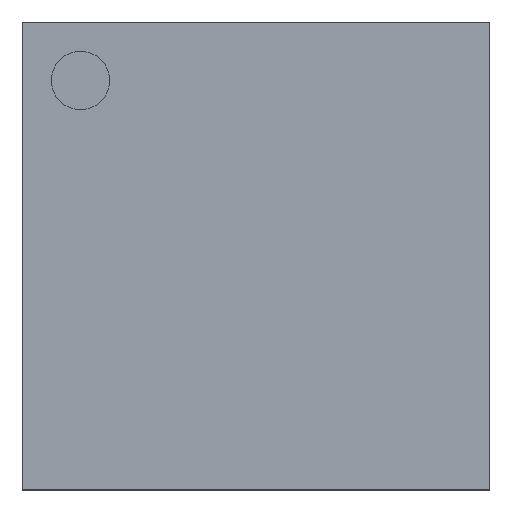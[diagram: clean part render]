
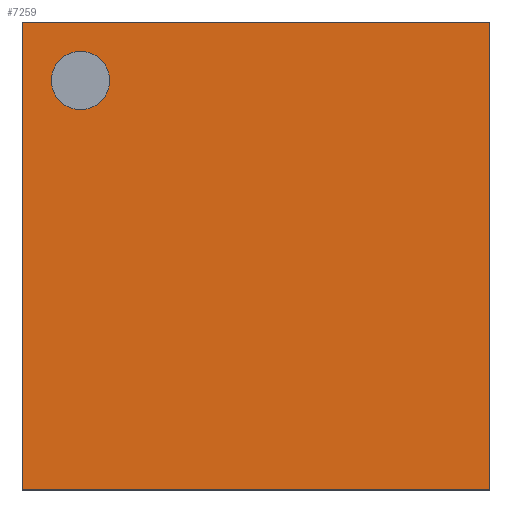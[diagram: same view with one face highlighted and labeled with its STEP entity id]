
A CAD part, top view. The second image highlights one B-rep face of the part: STEP entity #7259.
In plain terms, the highlighted planar face has unit normal (0, 0, 1).
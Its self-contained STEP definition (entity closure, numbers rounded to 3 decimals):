
#7070 = VERTEX_POINT('',#7071);
#7071 = CARTESIAN_POINT('',(-5.,-5.,0.6));
#7078 = PLANE('',#7079);
#7079 = AXIS2_PLACEMENT_3D('',#7080,#7081,#7082);
#7080 = CARTESIAN_POINT('',(-5.,-5.,0.28));
#7081 = DIRECTION('',(1.,0.,0.));
#7082 = DIRECTION('',(0.,0.,1.));
#7090 = PLANE('',#7091);
#7091 = AXIS2_PLACEMENT_3D('',#7092,#7093,#7094);
#7092 = CARTESIAN_POINT('',(-5.,-5.,0.28));
#7093 = DIRECTION('',(0.,1.,0.));
#7094 = DIRECTION('',(0.,0.,1.));
#7131 = VERTEX_POINT('',#7132);
#7132 = CARTESIAN_POINT('',(-5.,5.,0.6));
#7146 = PLANE('',#7147);
#7147 = AXIS2_PLACEMENT_3D('',#7148,#7149,#7150);
#7148 = CARTESIAN_POINT('',(-5.,5.,0.28));
#7149 = DIRECTION('',(0.,1.,0.));
#7150 = DIRECTION('',(0.,0.,1.));
#7158 = EDGE_CURVE('',#7070,#7131,#7159,.T.);
#7159 = SURFACE_CURVE('',#7160,(#7164,#7171),.PCURVE_S1.);
#7160 = LINE('',#7161,#7162);
#7161 = CARTESIAN_POINT('',(-5.,-5.,0.6));
#7162 = VECTOR('',#7163,1.);
#7163 = DIRECTION('',(0.,1.,0.));
#7164 = PCURVE('',#7078,#7165);
#7165 = DEFINITIONAL_REPRESENTATION('',(#7166),#7170);
#7166 = LINE('',#7167,#7168);
#7167 = CARTESIAN_POINT('',(0.32,0.));
#7168 = VECTOR('',#7169,1.);
#7169 = DIRECTION('',(0.,-1.));
#7170 = ( GEOMETRIC_REPRESENTATION_CONTEXT(2) 
PARAMETRIC_REPRESENTATION_CONTEXT() REPRESENTATION_CONTEXT('2D SPACE',''
  ) );
#7171 = PCURVE('',#7172,#7177);
#7172 = PLANE('',#7173);
#7173 = AXIS2_PLACEMENT_3D('',#7174,#7175,#7176);
#7174 = CARTESIAN_POINT('',(-5.,-5.,0.6));
#7175 = DIRECTION('',(0.,0.,1.));
#7176 = DIRECTION('',(1.,0.,0.));
#7177 = DEFINITIONAL_REPRESENTATION('',(#7178),#7182);
#7178 = LINE('',#7179,#7180);
#7179 = CARTESIAN_POINT('',(0.,0.));
#7180 = VECTOR('',#7181,1.);
#7181 = DIRECTION('',(0.,1.));
#7182 = ( GEOMETRIC_REPRESENTATION_CONTEXT(2) 
PARAMETRIC_REPRESENTATION_CONTEXT() REPRESENTATION_CONTEXT('2D SPACE',''
  ) );
#7211 = EDGE_CURVE('',#7070,#7212,#7214,.T.);
#7212 = VERTEX_POINT('',#7213);
#7213 = CARTESIAN_POINT('',(5.,-5.,0.6));
#7214 = SURFACE_CURVE('',#7215,(#7219,#7226),.PCURVE_S1.);
#7215 = LINE('',#7216,#7217);
#7216 = CARTESIAN_POINT('',(-5.,-5.,0.6));
#7217 = VECTOR('',#7218,1.);
#7218 = DIRECTION('',(1.,0.,0.));
#7219 = PCURVE('',#7090,#7220);
#7220 = DEFINITIONAL_REPRESENTATION('',(#7221),#7225);
#7221 = LINE('',#7222,#7223);
#7222 = CARTESIAN_POINT('',(0.32,0.));
#7223 = VECTOR('',#7224,1.);
#7224 = DIRECTION('',(0.,1.));
#7225 = ( GEOMETRIC_REPRESENTATION_CONTEXT(2) 
PARAMETRIC_REPRESENTATION_CONTEXT() REPRESENTATION_CONTEXT('2D SPACE',''
  ) );
#7226 = PCURVE('',#7172,#7227);
#7227 = DEFINITIONAL_REPRESENTATION('',(#7228),#7232);
#7228 = LINE('',#7229,#7230);
#7229 = CARTESIAN_POINT('',(0.,0.));
#7230 = VECTOR('',#7231,1.);
#7231 = DIRECTION('',(1.,0.));
#7232 = ( GEOMETRIC_REPRESENTATION_CONTEXT(2) 
PARAMETRIC_REPRESENTATION_CONTEXT() REPRESENTATION_CONTEXT('2D SPACE',''
  ) );
#7248 = PLANE('',#7249);
#7249 = AXIS2_PLACEMENT_3D('',#7250,#7251,#7252);
#7250 = CARTESIAN_POINT('',(5.,-5.,0.28));
#7251 = DIRECTION('',(1.,0.,0.));
#7252 = DIRECTION('',(0.,0.,1.));
#7259 = ADVANCED_FACE('',(#7260,#7308),#7172,.T.);
#7260 = FACE_BOUND('',#7261,.T.);
#7261 = EDGE_LOOP('',(#7262,#7263,#7264,#7287));
#7262 = ORIENTED_EDGE('',*,*,#7158,.F.);
#7263 = ORIENTED_EDGE('',*,*,#7211,.T.);
#7264 = ORIENTED_EDGE('',*,*,#7265,.T.);
#7265 = EDGE_CURVE('',#7212,#7266,#7268,.T.);
#7266 = VERTEX_POINT('',#7267);
#7267 = CARTESIAN_POINT('',(5.,5.,0.6));
#7268 = SURFACE_CURVE('',#7269,(#7273,#7280),.PCURVE_S1.);
#7269 = LINE('',#7270,#7271);
#7270 = CARTESIAN_POINT('',(5.,-5.,0.6));
#7271 = VECTOR('',#7272,1.);
#7272 = DIRECTION('',(0.,1.,0.));
#7273 = PCURVE('',#7172,#7274);
#7274 = DEFINITIONAL_REPRESENTATION('',(#7275),#7279);
#7275 = LINE('',#7276,#7277);
#7276 = CARTESIAN_POINT('',(10.,0.));
#7277 = VECTOR('',#7278,1.);
#7278 = DIRECTION('',(0.,1.));
#7279 = ( GEOMETRIC_REPRESENTATION_CONTEXT(2) 
PARAMETRIC_REPRESENTATION_CONTEXT() REPRESENTATION_CONTEXT('2D SPACE',''
  ) );
#7280 = PCURVE('',#7248,#7281);
#7281 = DEFINITIONAL_REPRESENTATION('',(#7282),#7286);
#7282 = LINE('',#7283,#7284);
#7283 = CARTESIAN_POINT('',(0.32,0.));
#7284 = VECTOR('',#7285,1.);
#7285 = DIRECTION('',(0.,-1.));
#7286 = ( GEOMETRIC_REPRESENTATION_CONTEXT(2) 
PARAMETRIC_REPRESENTATION_CONTEXT() REPRESENTATION_CONTEXT('2D SPACE',''
  ) );
#7287 = ORIENTED_EDGE('',*,*,#7288,.F.);
#7288 = EDGE_CURVE('',#7131,#7266,#7289,.T.);
#7289 = SURFACE_CURVE('',#7290,(#7294,#7301),.PCURVE_S1.);
#7290 = LINE('',#7291,#7292);
#7291 = CARTESIAN_POINT('',(-5.,5.,0.6));
#7292 = VECTOR('',#7293,1.);
#7293 = DIRECTION('',(1.,0.,0.));
#7294 = PCURVE('',#7172,#7295);
#7295 = DEFINITIONAL_REPRESENTATION('',(#7296),#7300);
#7296 = LINE('',#7297,#7298);
#7297 = CARTESIAN_POINT('',(0.,10.));
#7298 = VECTOR('',#7299,1.);
#7299 = DIRECTION('',(1.,0.));
#7300 = ( GEOMETRIC_REPRESENTATION_CONTEXT(2) 
PARAMETRIC_REPRESENTATION_CONTEXT() REPRESENTATION_CONTEXT('2D SPACE',''
  ) );
#7301 = PCURVE('',#7146,#7302);
#7302 = DEFINITIONAL_REPRESENTATION('',(#7303),#7307);
#7303 = LINE('',#7304,#7305);
#7304 = CARTESIAN_POINT('',(0.32,0.));
#7305 = VECTOR('',#7306,1.);
#7306 = DIRECTION('',(0.,1.));
#7307 = ( GEOMETRIC_REPRESENTATION_CONTEXT(2) 
PARAMETRIC_REPRESENTATION_CONTEXT() REPRESENTATION_CONTEXT('2D SPACE',''
  ) );
#7308 = FACE_BOUND('',#7309,.T.);
#7309 = EDGE_LOOP('',(#7310));
#7310 = ORIENTED_EDGE('',*,*,#7311,.F.);
#7311 = EDGE_CURVE('',#7312,#7312,#7314,.T.);
#7312 = VERTEX_POINT('',#7313);
#7313 = CARTESIAN_POINT('',(-3.125,3.75,0.6));
#7314 = SURFACE_CURVE('',#7315,(#7320,#7327),.PCURVE_S1.);
#7315 = CIRCLE('',#7316,0.625);
#7316 = AXIS2_PLACEMENT_3D('',#7317,#7318,#7319);
#7317 = CARTESIAN_POINT('',(-3.75,3.75,0.6));
#7318 = DIRECTION('',(0.,0.,1.));
#7319 = DIRECTION('',(1.,0.,0.));
#7320 = PCURVE('',#7172,#7321);
#7321 = DEFINITIONAL_REPRESENTATION('',(#7322),#7326);
#7322 = CIRCLE('',#7323,0.625);
#7323 = AXIS2_PLACEMENT_2D('',#7324,#7325);
#7324 = CARTESIAN_POINT('',(1.25,8.75));
#7325 = DIRECTION('',(1.,0.));
#7326 = ( GEOMETRIC_REPRESENTATION_CONTEXT(2) 
PARAMETRIC_REPRESENTATION_CONTEXT() REPRESENTATION_CONTEXT('2D SPACE',''
  ) );
#7327 = PCURVE('',#7328,#7333);
#7328 = CYLINDRICAL_SURFACE('',#7329,0.625);
#7329 = AXIS2_PLACEMENT_3D('',#7330,#7331,#7332);
#7330 = CARTESIAN_POINT('',(-3.75,3.75,0.54));
#7331 = DIRECTION('',(0.,0.,1.));
#7332 = DIRECTION('',(1.,0.,0.));
#7333 = DEFINITIONAL_REPRESENTATION('',(#7334),#7338);
#7334 = LINE('',#7335,#7336);
#7335 = CARTESIAN_POINT('',(0.,0.06));
#7336 = VECTOR('',#7337,1.);
#7337 = DIRECTION('',(1.,0.));
#7338 = ( GEOMETRIC_REPRESENTATION_CONTEXT(2) 
PARAMETRIC_REPRESENTATION_CONTEXT() REPRESENTATION_CONTEXT('2D SPACE',''
  ) );
